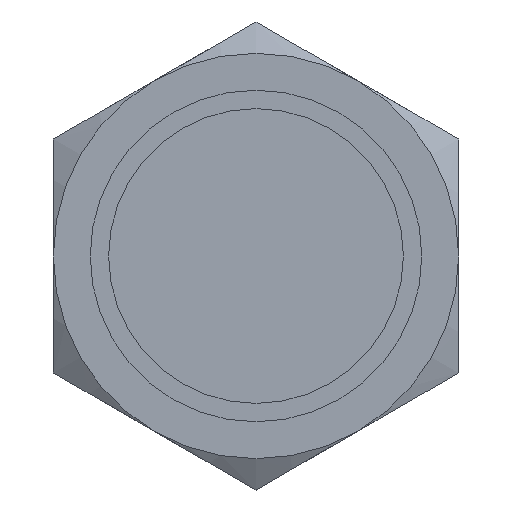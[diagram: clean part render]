
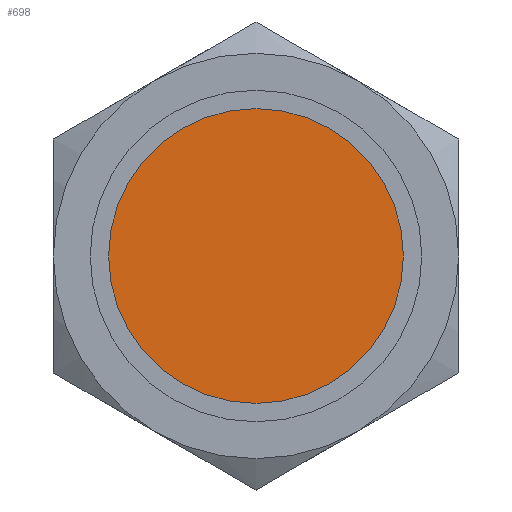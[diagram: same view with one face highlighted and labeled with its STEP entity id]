
A CAD part, front view. The second image highlights one B-rep face of the part: STEP entity #698.
In plain terms, the highlighted planar face has unit normal (0, -1, 0).
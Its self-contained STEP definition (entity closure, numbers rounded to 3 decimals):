
#48=PLANE('',#789);
#81=FACE_OUTER_BOUND('',#126,.T.);
#126=EDGE_LOOP('',(#493,#494));
#228=CIRCLE('',#787,4.);
#229=CIRCLE('',#788,4.);
#283=VERTEX_POINT('',#1138);
#284=VERTEX_POINT('',#1139);
#359=EDGE_CURVE('',#283,#284,#228,.T.);
#360=EDGE_CURVE('',#284,#283,#229,.T.);
#493=ORIENTED_EDGE('',*,*,#359,.T.);
#494=ORIENTED_EDGE('',*,*,#360,.T.);
#698=ADVANCED_FACE('',(#81),#48,.T.);
#787=AXIS2_PLACEMENT_3D('',#1140,#935,#936);
#788=AXIS2_PLACEMENT_3D('',#1141,#937,#938);
#789=AXIS2_PLACEMENT_3D('',#1143,#940,#941);
#935=DIRECTION('center_axis',(0.,-1.,0.));
#936=DIRECTION('ref_axis',(-1.,0.,0.));
#937=DIRECTION('center_axis',(0.,-1.,0.));
#938=DIRECTION('ref_axis',(-1.,0.,0.));
#940=DIRECTION('center_axis',(0.,-1.,0.));
#941=DIRECTION('ref_axis',(0.,0.,-1.));
#1138=CARTESIAN_POINT('',(-4.,0.,0.));
#1139=CARTESIAN_POINT('',(4.,0.,0.));
#1140=CARTESIAN_POINT('Origin',(0.,0.,
0.));
#1141=CARTESIAN_POINT('Origin',(0.,0.,
0.));
#1143=CARTESIAN_POINT('Origin',(-1.865,0.,
0.));
